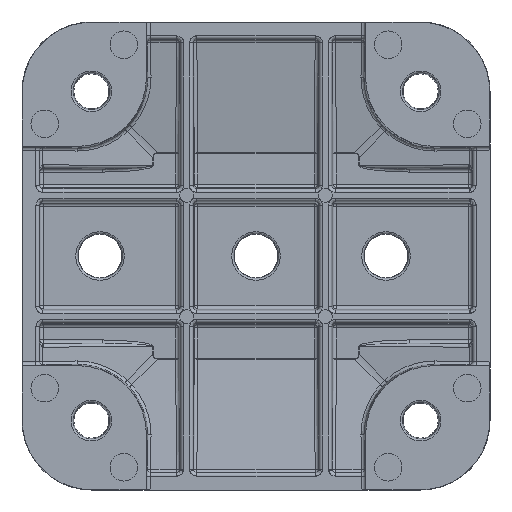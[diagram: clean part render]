
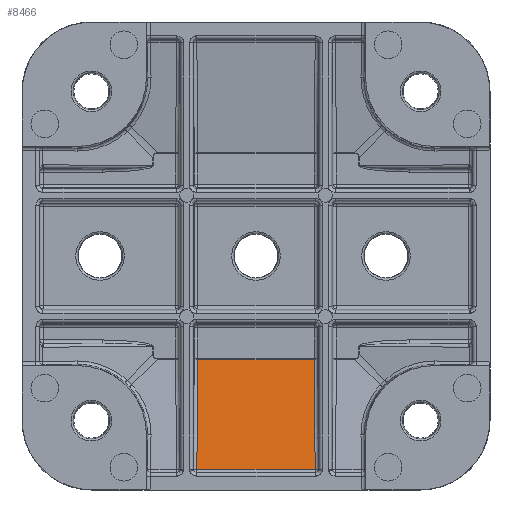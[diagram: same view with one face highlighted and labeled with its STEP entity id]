
A CAD part, front view. The second image highlights one B-rep face of the part: STEP entity #8466.
In plain terms, the highlighted planar face has unit normal (0, -0.991, 0.132).
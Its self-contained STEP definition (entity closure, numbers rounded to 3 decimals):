
#206=LINE('',#14001,#666);
#207=LINE('',#14003,#667);
#208=LINE('',#14005,#668);
#209=LINE('',#14006,#669);
#666=VECTOR('',#10426,33.664);
#667=VECTOR('',#10427,32.132);
#668=VECTOR('',#10428,34.109);
#669=VECTOR('',#10429,32.132);
#1050=PLANE('',#9151);
#1904=FACE_OUTER_BOUND('',#2509,.T.);
#2509=EDGE_LOOP('',(#5692,#5693,#5694,#5695));
#3736=VERTEX_POINT('',#13999);
#3737=VERTEX_POINT('',#14000);
#3738=VERTEX_POINT('',#14002);
#3739=VERTEX_POINT('',#14004);
#4454=EDGE_CURVE('',#3736,#3737,#206,.T.);
#4455=EDGE_CURVE('',#3737,#3738,#207,.T.);
#4456=EDGE_CURVE('',#3738,#3739,#208,.T.);
#4457=EDGE_CURVE('',#3739,#3736,#209,.T.);
#5692=ORIENTED_EDGE('',*,*,#4454,.T.);
#5693=ORIENTED_EDGE('',*,*,#4455,.T.);
#5694=ORIENTED_EDGE('',*,*,#4456,.T.);
#5695=ORIENTED_EDGE('',*,*,#4457,.T.);
#8466=ADVANCED_FACE('',(#1904),#1050,.F.);
#9151=AXIS2_PLACEMENT_3D('',#13998,#10424,#10425);
#10424=DIRECTION('center_axis',(0.,0.991,-0.132));
#10425=DIRECTION('ref_axis',(0.,0.132,0.991));
#10426=DIRECTION('',(-1.,0.,0.));
#10427=DIRECTION('',(-0.007,-0.132,-0.991));
#10428=DIRECTION('',(1.,0.,0.));
#10429=DIRECTION('',(-0.007,0.132,0.991));
#13998=CARTESIAN_POINT('Origin',(0.,11.747,-1.566));
#13999=CARTESIAN_POINT('',(16.832,7.991,-29.734));
#14000=CARTESIAN_POINT('',(-16.832,7.991,-29.734));
#14001=CARTESIAN_POINT('',(-28.346,7.991,-29.734));
#14002=CARTESIAN_POINT('',(-17.054,3.745,-61.583));
#14003=CARTESIAN_POINT('',(-16.634,11.762,-1.452));
#14004=CARTESIAN_POINT('',(17.054,3.745,-61.583));
#14005=CARTESIAN_POINT('',(0.,3.745,-61.583));
#14006=CARTESIAN_POINT('',(16.832,7.99,-29.74));
